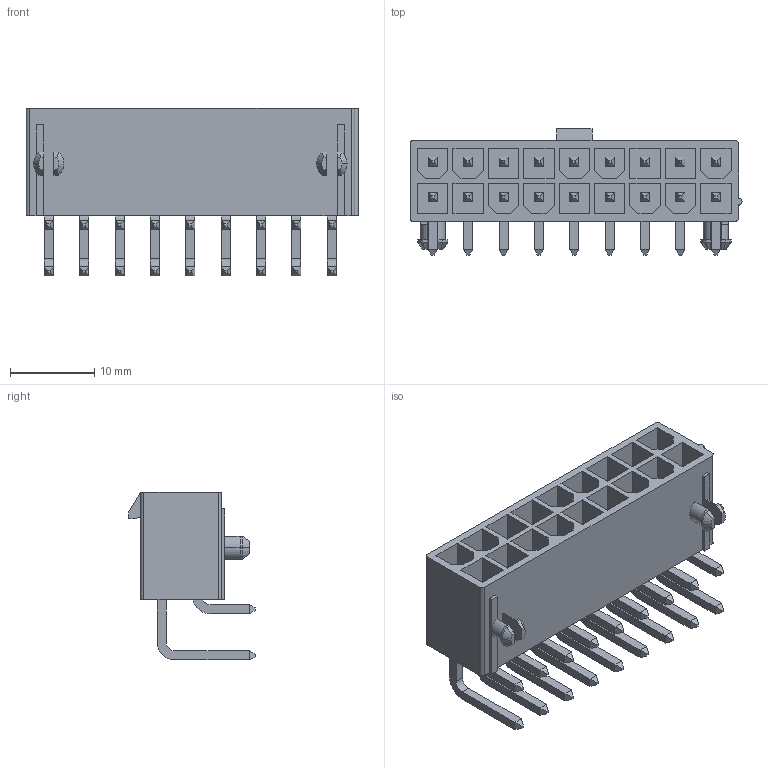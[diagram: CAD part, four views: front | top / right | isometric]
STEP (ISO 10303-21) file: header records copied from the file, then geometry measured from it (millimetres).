
FILE_DESCRIPTION(('STEP AP242'),'1');
FILE_NAME('0039301180.stp','2025-01-27T11:05:11',('TraceParts'),('TraceParts S.A.'),'Spatial InterOp 3D',' ',' ');
FILE_SCHEMA(('AP242_MANAGED_MODEL_BASED_3D_ENGINEERING_MIM_LF {1 0 10303 442 1 1 4}'));
Length unit declared in the file: millimetre
Products named in the file (1): 0039301180_1
Bounding box: 39.4 x 15 x 19.93 mm (x, y, z)
Volume: 3131.2 mm3; surface area: 5647.9 mm2
Topology: 1 solids, 1 shells, 564 faces, 1390 edges, 926 vertices
Faces by surface type: plane 498, cylinder 58, cone 8
Entity records: 16240 total; most frequent: CARTESIAN_POINT 2822, ORIENTED_EDGE 2696, DIRECTION 2678, EDGE_CURVE 1348, LINE 1218, VECTOR 1218, VERTEX_POINT 842, AXIS2_PLACEMENT_3D 730
